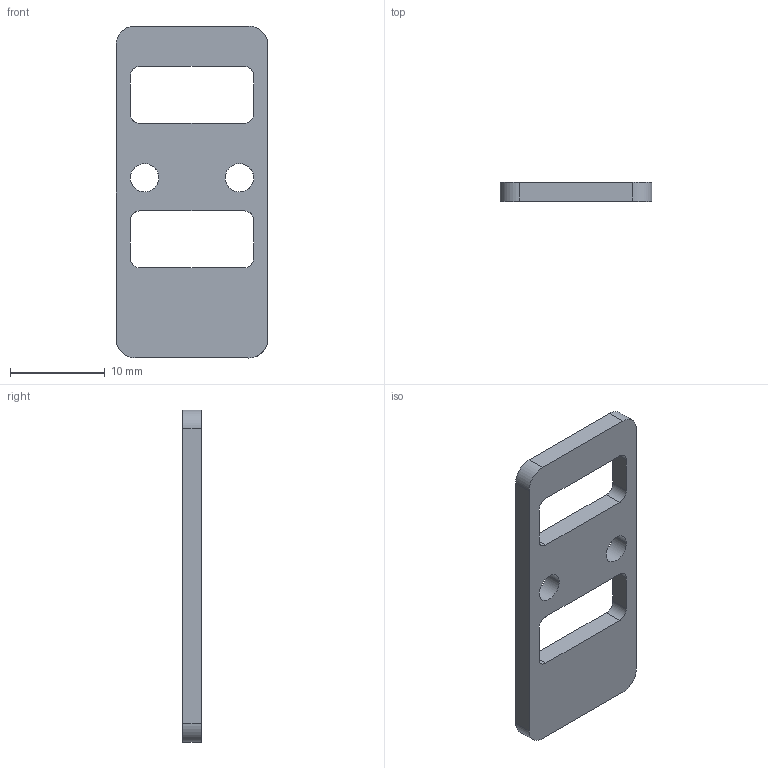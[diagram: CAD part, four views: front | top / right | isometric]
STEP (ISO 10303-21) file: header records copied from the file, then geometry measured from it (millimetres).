
FILE_DESCRIPTION(('FreeCAD Model'),'2;1');
FILE_NAME('Endstop_aislante_001.stp','2016-01-27T22:41:22',('FreeCAD'),('FreeCAD'), 'Open CASCADE STEP processor 6.8','FreeCAD','Unknown');
FILE_SCHEMA(('AUTOMOTIVE_DESIGN_CC2 { 1 2 10303 214 -1 1 5 4 }'));
Length unit declared in the file: millimetre
Products named in the file (1): Open CASCADE STEP translator 6.8 387
Bounding box: 16 x 2 x 35 mm (x, y, z)
Volume: 776.3 mm3; surface area: 1156.3 mm2
Topology: 1 solids, 1 shells, 30 faces, 84 edges, 56 vertices
Faces by surface type: bspline 16, plane 14
Entity records: 3494 total; most frequent: CARTESIAN_POINT 2399, B_SPLINE_CURVE_WITH_KNOTS 188, ORIENTED_EDGE 168, PCURVE 168, DEFINITIONAL_REPRESENTATION 168, EDGE_CURVE 84, SURFACE_CURVE 84, VERTEX_POINT 56
